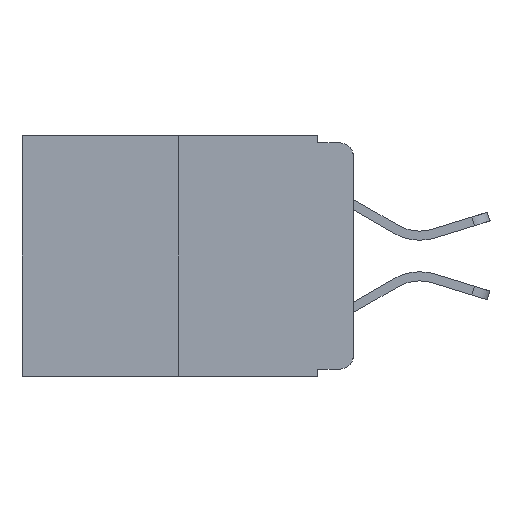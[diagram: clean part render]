
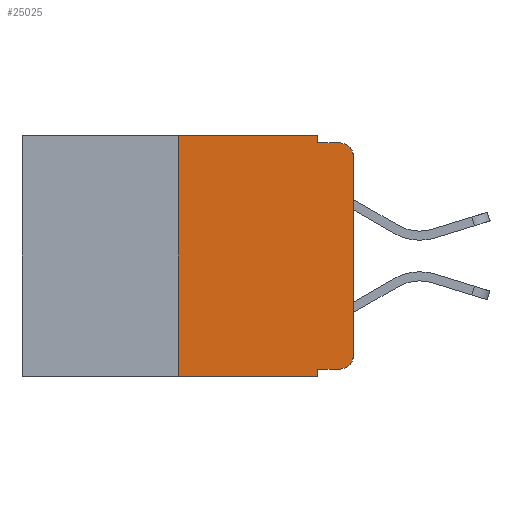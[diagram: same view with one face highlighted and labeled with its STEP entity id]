
A CAD part, left-side view. The second image highlights one B-rep face of the part: STEP entity #25025.
In plain terms, the highlighted planar face has unit normal (-1, 0, 0).
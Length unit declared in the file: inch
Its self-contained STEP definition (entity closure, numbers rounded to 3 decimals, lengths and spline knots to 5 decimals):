
#4 = VERTEX_POINT ( 'NONE', #19921 ) ;
#634 = CARTESIAN_POINT ( 'NONE',  ( 0., 0.25, 0. ) ) ;
#666 = DIRECTION ( 'NONE',  ( -1., 0., 0. ) ) ;
#812 = CARTESIAN_POINT ( 'NONE',  ( 0., 0., 0. ) ) ;
#968 = FACE_OUTER_BOUND ( 'NONE', #22325, .T. ) ;
#1281 = VERTEX_POINT ( 'NONE', #4250 ) ;
#1314 = EDGE_CURVE ( 'NONE', #25444, #4, #26330, .T. ) ;
#1475 = EDGE_CURVE ( 'NONE', #7526, #10556, #12758, .T. ) ;
#1843 = DIRECTION ( 'NONE',  ( -1., 0., 0. ) ) ;
#2265 = CARTESIAN_POINT ( 'NONE',  ( 0., 0.473, 0. ) ) ;
#2507 = EDGE_CURVE ( 'NONE', #20447, #5220, #19950, .T. ) ;
#2904 = ORIENTED_EDGE ( 'NONE', *, *, #12265, .T. ) ;
#3222 = ORIENTED_EDGE ( 'NONE', *, *, #9681, .F. ) ;
#3872 = LINE ( 'NONE', #15764, #15781 ) ;
#3972 = DIRECTION ( 'NONE',  ( 0., 0., -1. ) ) ;
#4250 = CARTESIAN_POINT ( 'NONE',  ( 0., 0.051, -0.333 ) ) ;
#4602 = AXIS2_PLACEMENT_3D ( 'NONE', #19266, #25680, #5358 ) ;
#5220 = VERTEX_POINT ( 'NONE', #14974 ) ;
#5358 = DIRECTION ( 'NONE',  ( 0., 0., -1. ) ) ;
#5380 = EDGE_CURVE ( 'NONE', #25504, #4, #13630, .T. ) ;
#5559 = VECTOR ( 'NONE', #23328, 39.37008 ) ;
#6242 = ORIENTED_EDGE ( 'NONE', *, *, #5380, .F. ) ;
#6432 = ORIENTED_EDGE ( 'NONE', *, *, #10991, .T. ) ;
#6810 = CARTESIAN_POINT ( 'NONE',  ( 0., 0.473, -0.343 ) ) ;
#7336 = CARTESIAN_POINT ( 'NONE',  ( 0., 0.051, -0.01 ) ) ;
#7526 = VERTEX_POINT ( 'NONE', #18067 ) ;
#7984 = AXIS2_PLACEMENT_3D ( 'NONE', #20987, #666, #25115 ) ;
#8017 = EDGE_CURVE ( 'NONE', #1281, #20447, #3872, .T. ) ;
#8047 = EDGE_CURVE ( 'NONE', #10556, #18019, #17778, .T. ) ;
#8266 = VECTOR ( 'NONE', #9075, 39.37008 ) ;
#8767 = LINE ( 'NONE', #10175, #17636 ) ;
#8861 = CARTESIAN_POINT ( 'NONE',  ( 0., 0.051, -0.343 ) ) ;
#9067 = CARTESIAN_POINT ( 'NONE',  ( 0., 0., -0.03 ) ) ;
#9075 = DIRECTION ( 'NONE',  ( 0., -1., 0. ) ) ;
#9474 = ORIENTED_EDGE ( 'NONE', *, *, #2507, .T. ) ;
#9491 = CARTESIAN_POINT ( 'NONE',  ( 0., 0.051, -0.01 ) ) ;
#9681 = EDGE_CURVE ( 'NONE', #18019, #25504, #19367, .T. ) ;
#9733 = CARTESIAN_POINT ( 'NONE',  ( 0., 0.02, -0.03 ) ) ;
#10175 = CARTESIAN_POINT ( 'NONE',  ( 0., 0.051, 0. ) ) ;
#10222 = DIRECTION ( 'NONE',  ( 0., 0., 1. ) ) ;
#10554 = LINE ( 'NONE', #6810, #8266 ) ;
#10556 = VERTEX_POINT ( 'NONE', #11102 ) ;
#10960 = ORIENTED_EDGE ( 'NONE', *, *, #8017, .T. ) ;
#10991 = EDGE_CURVE ( 'NONE', #5220, #25444, #19109, .T. ) ;
#11102 = CARTESIAN_POINT ( 'NONE',  ( 0., 0.25, 0. ) ) ;
#11141 = VECTOR ( 'NONE', #11192, 39.37008 ) ;
#11192 = DIRECTION ( 'NONE',  ( 0., 0., -1. ) ) ;
#11869 = DIRECTION ( 'NONE',  ( 0., -1., 0. ) ) ;
#12265 = EDGE_CURVE ( 'NONE', #7526, #18838, #10554, .T. ) ;
#12758 = LINE ( 'NONE', #634, #16468 ) ;
#13630 = LINE ( 'NONE', #9491, #14427 ) ;
#14424 = ORIENTED_EDGE ( 'NONE', *, *, #8047, .F. ) ;
#14427 = VECTOR ( 'NONE', #24073, 39.37008 ) ;
#14974 = CARTESIAN_POINT ( 'NONE',  ( 0., 0., -0.313 ) ) ;
#15042 = VECTOR ( 'NONE', #20998, 39.37008 ) ;
#15278 = CARTESIAN_POINT ( 'NONE',  ( 0., 0.051, 0. ) ) ;
#15764 = CARTESIAN_POINT ( 'NONE',  ( 0., 0.051, -0.333 ) ) ;
#15781 = VECTOR ( 'NONE', #11869, 39.37008 ) ;
#16428 = EDGE_CURVE ( 'NONE', #1281, #18838, #8767, .T. ) ;
#16468 = VECTOR ( 'NONE', #10222, 39.37008 ) ;
#16590 = CARTESIAN_POINT ( 'NONE',  ( 0., 0.02, -0.333 ) ) ;
#17342 = CARTESIAN_POINT ( 'NONE',  ( 0., 0.051, 0. ) ) ;
#17636 = VECTOR ( 'NONE', #22635, 39.37008 ) ;
#17778 = LINE ( 'NONE', #2265, #5559 ) ;
#18019 = VERTEX_POINT ( 'NONE', #15278 ) ;
#18067 = CARTESIAN_POINT ( 'NONE',  ( 0., 0.25, -0.343 ) ) ;
#18210 = AXIS2_PLACEMENT_3D ( 'NONE', #9733, #1843, #3972 ) ;
#18838 = VERTEX_POINT ( 'NONE', #8861 ) ;
#19109 = LINE ( 'NONE', #812, #15042 ) ;
#19266 = CARTESIAN_POINT ( 'NONE',  ( 0., 0.473, 0. ) ) ;
#19367 = LINE ( 'NONE', #17342, #11141 ) ;
#19921 = CARTESIAN_POINT ( 'NONE',  ( 0., 0.02, -0.01 ) ) ;
#19950 = CIRCLE ( 'NONE', #7984, 0.02 ) ;
#20447 = VERTEX_POINT ( 'NONE', #16590 ) ;
#20987 = CARTESIAN_POINT ( 'NONE',  ( 0., 0.02, -0.313 ) ) ;
#20998 = DIRECTION ( 'NONE',  ( 0., 0., 1. ) ) ;
#21288 = PLANE ( 'NONE',  #4602 ) ;
#21614 = ORIENTED_EDGE ( 'NONE', *, *, #1314, .T. ) ;
#22325 = EDGE_LOOP ( 'NONE', ( #6432, #21614, #6242, #3222, #14424, #23339, #2904, #25217, #10960, #9474 ) ) ;
#22635 = DIRECTION ( 'NONE',  ( 0., 0., -1. ) ) ;
#23328 = DIRECTION ( 'NONE',  ( 0., -1., 0. ) ) ;
#23339 = ORIENTED_EDGE ( 'NONE', *, *, #1475, .F. ) ;
#24073 = DIRECTION ( 'NONE',  ( 0., -1., 0. ) ) ;
#25025 = ADVANCED_FACE ( 'NONE', ( #968 ), #21288, .F. ) ;
#25115 = DIRECTION ( 'NONE',  ( 0., 0., -1. ) ) ;
#25217 = ORIENTED_EDGE ( 'NONE', *, *, #16428, .F. ) ;
#25444 = VERTEX_POINT ( 'NONE', #9067 ) ;
#25504 = VERTEX_POINT ( 'NONE', #7336 ) ;
#25680 = DIRECTION ( 'NONE',  ( 1., 0., 0. ) ) ;
#26330 = CIRCLE ( 'NONE', #18210, 0.02 ) ;
